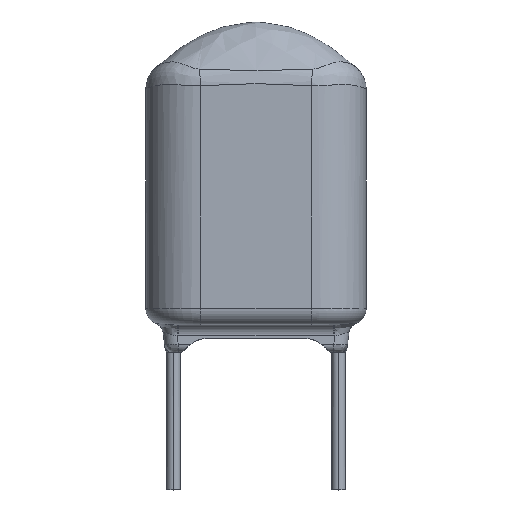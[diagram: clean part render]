
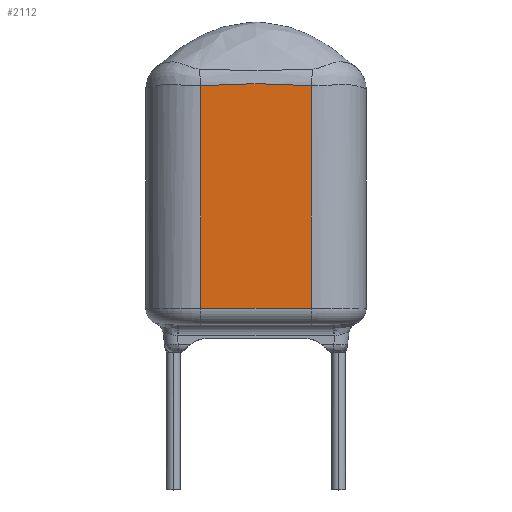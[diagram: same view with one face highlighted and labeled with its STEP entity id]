
A CAD part, top view. The second image highlights one B-rep face of the part: STEP entity #2112.
In plain terms, the highlighted planar face has unit normal (0, 0, 1).
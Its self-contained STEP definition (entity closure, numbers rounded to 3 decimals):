
#15 = DIRECTION ( 'NONE',  ( 0., -1., 0. ) ) ;
#350 = CARTESIAN_POINT ( 'NONE',  ( -31.988, 28.287, 2. ) ) ;
#368 = CARTESIAN_POINT ( 'NONE',  ( -35.323, 36.419, 2. ) ) ;
#579 = VECTOR ( 'NONE', #777, 1000. ) ;
#580 = LINE ( 'NONE', #668, #579 ) ;
#630 = CARTESIAN_POINT ( 'NONE',  ( -33.321, 36.441, 2. ) ) ;
#668 = CARTESIAN_POINT ( 'NONE',  ( -29.988, 28.287, 2. ) ) ;
#708 = CARTESIAN_POINT ( 'NONE',  ( -32.32, 36.403, 2. ) ) ;
#729 = AXIS2_PLACEMENT_3D ( 'NONE', #2161, #1949, #2128 ) ;
#777 = DIRECTION ( 'NONE',  ( 1., 0., 0. ) ) ;
#830 = EDGE_CURVE ( 'NONE', #2609, #2993, #580, .T. ) ;
#966 = CARTESIAN_POINT ( 'NONE',  ( -35.988, 28.287, 2. ) ) ;
#1045 = CARTESIAN_POINT ( 'NONE',  ( -35.657, 36.403, 2. ) ) ;
#1071 = VECTOR ( 'NONE', #3146, 1000. ) ;
#1196 = CARTESIAN_POINT ( 'NONE',  ( -35.988, 28.287, 2. ) ) ;
#1220 = CARTESIAN_POINT ( 'NONE',  ( -35.988, 36.37, 2. ) ) ;
#1279 = PLANE ( 'NONE',  #729 ) ;
#1342 = ORIENTED_EDGE ( 'NONE', *, *, #830, .T. ) ;
#1353 = CARTESIAN_POINT ( 'NONE',  ( -33.655, 36.445, 2. ) ) ;
#1449 = VERTEX_POINT ( 'NONE', #1220 ) ;
#1678 = ORIENTED_EDGE ( 'NONE', *, *, #3033, .T. ) ;
#1738 = CARTESIAN_POINT ( 'NONE',  ( -32.654, 36.419, 2. ) ) ;
#1816 = CARTESIAN_POINT ( 'NONE',  ( -35.988, 36.37, 2. ) ) ;
#1818 = VERTEX_POINT ( 'NONE', #3029 ) ;
#1820 = CARTESIAN_POINT ( 'NONE',  ( -34.656, 36.441, 2. ) ) ;
#1828 = LINE ( 'NONE', #3094, #1071 ) ;
#1949 = DIRECTION ( 'NONE',  ( 0., 0., 1. ) ) ;
#2018 = FACE_OUTER_BOUND ( 'NONE', #2450, .T. ) ;
#2112 = ADVANCED_FACE ( 'NONE', ( #2018 ), #1279, .T. ) ;
#2128 = DIRECTION ( 'NONE',  ( 1., 0., 0. ) ) ;
#2161 = CARTESIAN_POINT ( 'NONE',  ( 0., 0., 2. ) ) ;
#2311 = ORIENTED_EDGE ( 'NONE', *, *, #4054, .T. ) ;
#2447 = VECTOR ( 'NONE', #15, 1000. ) ;
#2450 = EDGE_LOOP ( 'NONE', ( #2311, #1678, #1342, #3910 ) ) ;
#2609 = VERTEX_POINT ( 'NONE', #1196 ) ;
#2637 = CARTESIAN_POINT ( 'NONE',  ( -34.322, 36.445, 2. ) ) ;
#2717 = EDGE_CURVE ( 'NONE', #2993, #1818, #1828, .T. ) ;
#2993 = VERTEX_POINT ( 'NONE', #350 ) ;
#3029 = CARTESIAN_POINT ( 'NONE',  ( -31.988, 36.37, 2. ) ) ;
#3033 = EDGE_CURVE ( 'NONE', #1449, #2609, #4097, .T. ) ;
#3094 = CARTESIAN_POINT ( 'NONE',  ( -31.988, 35.277, 2. ) ) ;
#3146 = DIRECTION ( 'NONE',  ( 0., 1., 0. ) ) ;
#3617 = CARTESIAN_POINT ( 'NONE',  ( -31.988, 36.37, 2. ) ) ;
#3854 = B_SPLINE_CURVE_WITH_KNOTS ( 'NONE', 3,
 ( #3617, #708, #1738, #630, #1353, #2637, #1820, #368, #1045, #1816 ),
 .UNSPECIFIED., .F., .F.,
 ( 4, 2, 2, 2, 4 ),
 ( 0.002, 0.003, 0.004, 0.005, 0.006 ),
 .UNSPECIFIED. ) ;
#3910 = ORIENTED_EDGE ( 'NONE', *, *, #2717, .T. ) ;
#4054 = EDGE_CURVE ( 'NONE', #1818, #1449, #3854, .T. ) ;
#4097 = LINE ( 'NONE', #966, #2447 ) ;
